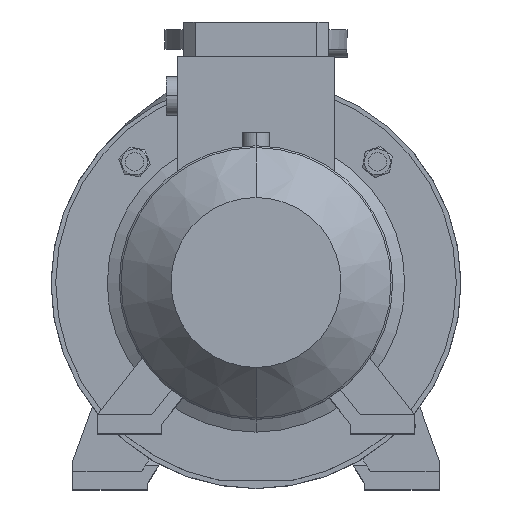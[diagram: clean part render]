
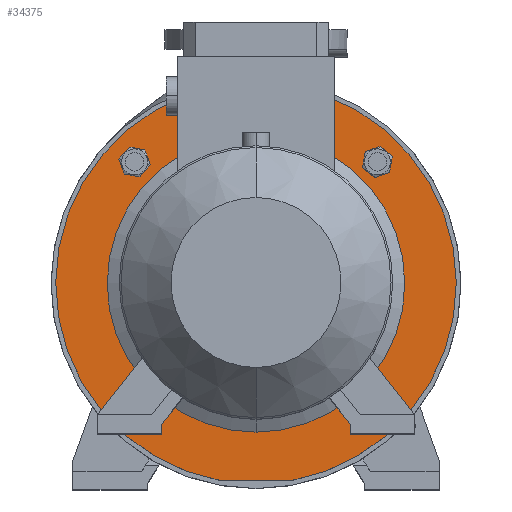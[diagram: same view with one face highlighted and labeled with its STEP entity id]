
A CAD part, top view. The second image highlights one B-rep face of the part: STEP entity #34375.
In plain terms, the highlighted planar face has unit normal (0, 0, 1).
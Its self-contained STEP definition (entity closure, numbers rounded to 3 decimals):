
#39 = DIRECTION ( 'NONE',  ( 0., 0., 1. ) ) ;
#73 = CARTESIAN_POINT ( 'NONE',  ( 106.066, 106.066, 231. ) ) ;
#1398 = ORIENTED_EDGE ( 'NONE', *, *, #50308, .T. ) ;
#1438 = DIRECTION ( 'NONE',  ( 0., -1., 0. ) ) ;
#3022 = ORIENTED_EDGE ( 'NONE', *, *, #23086, .F. ) ;
#3400 = ORIENTED_EDGE ( 'NONE', *, *, #7807, .T. ) ;
#4000 = DIRECTION ( 'NONE',  ( 0., 0., 1. ) ) ;
#4360 = DIRECTION ( 'NONE',  ( 0., 0., -1. ) ) ;
#5966 = EDGE_CURVE ( 'NONE', #56338, #35952, #59383, .T. ) ;
#6253 = DIRECTION ( 'NONE',  ( 0., 1., 0. ) ) ;
#7807 = EDGE_CURVE ( 'NONE', #59495, #63719, #36707, .T. ) ;
#8810 = AXIS2_PLACEMENT_3D ( 'NONE', #34743, #4360, #54639 ) ;
#8991 = ORIENTED_EDGE ( 'NONE', *, *, #39653, .F. ) ;
#9208 = CARTESIAN_POINT ( 'NONE',  ( 94.839, -104.086, 231. ) ) ;
#9552 = AXIS2_PLACEMENT_3D ( 'NONE', #49533, #38809, #13536 ) ;
#9638 = AXIS2_PLACEMENT_3D ( 'NONE', #62587, #11609, #6253 ) ;
#9995 = EDGE_CURVE ( 'NONE', #35952, #56338, #59975, .T. ) ;
#10237 = VERTEX_POINT ( 'NONE', #33267 ) ;
#10404 = EDGE_LOOP ( 'NONE', ( #8991, #41205 ) ) ;
#10839 = CARTESIAN_POINT ( 'NONE',  ( 104.086, 94.839, 231. ) ) ;
#11609 = DIRECTION ( 'NONE',  ( 0., 0., -1. ) ) ;
#12301 = ORIENTED_EDGE ( 'NONE', *, *, #36544, .F. ) ;
#12326 = DIRECTION ( 'NONE',  ( 0., 0., 1. ) ) ;
#12421 = ORIENTED_EDGE ( 'NONE', *, *, #34283, .F. ) ;
#13009 = FACE_BOUND ( 'NONE', #37285, .T. ) ;
#13536 = DIRECTION ( 'NONE',  ( 0., -1., 0. ) ) ;
#13792 = FACE_BOUND ( 'NONE', #10404, .T. ) ;
#13835 = AXIS2_PLACEMENT_3D ( 'NONE', #63760, #33540, #33101 ) ;
#14458 = DIRECTION ( 'NONE',  ( 0., 0., -1. ) ) ;
#14792 = CARTESIAN_POINT ( 'NONE',  ( 106.066, -106.066, 231. ) ) ;
#15171 = DIRECTION ( 'NONE',  ( 0., -1., 0. ) ) ;
#17245 = CARTESIAN_POINT ( 'NONE',  ( -104.086, -94.839, 231. ) ) ;
#19255 = EDGE_CURVE ( 'NONE', #64308, #25500, #66178, .T. ) ;
#19842 = CARTESIAN_POINT ( 'NONE',  ( 0., 175., 231. ) ) ;
#20042 = CARTESIAN_POINT ( 'NONE',  ( -175., -172., 231. ) ) ;
#21425 = CARTESIAN_POINT ( 'NONE',  ( -106.066, -106.066, 231. ) ) ;
#21657 = DIRECTION ( 'NONE',  ( 0., -1., 0. ) ) ;
#21874 = CARTESIAN_POINT ( 'NONE',  ( -108.046, -117.293, 231. ) ) ;
#22694 = AXIS2_PLACEMENT_3D ( 'NONE', #73, #56334, #15171 ) ;
#22979 = CARTESIAN_POINT ( 'NONE',  ( 117.293, -108.046, 231. ) ) ;
#23086 = EDGE_CURVE ( 'NONE', #26688, #40186, #49983, .T. ) ;
#24200 = FACE_BOUND ( 'NONE', #65226, .T. ) ;
#24554 = DIRECTION ( 'NONE',  ( 0., 1., 0. ) ) ;
#25410 = CARTESIAN_POINT ( 'NONE',  ( 0., 0., 231. ) ) ;
#25500 = VERTEX_POINT ( 'NONE', #19842 ) ;
#26688 = VERTEX_POINT ( 'NONE', #22979 ) ;
#26731 = AXIS2_PLACEMENT_3D ( 'NONE', #35235, #14458, #24554 ) ;
#28149 = EDGE_LOOP ( 'NONE', ( #12301, #43086 ) ) ;
#28306 = ORIENTED_EDGE ( 'NONE', *, *, #9995, .F. ) ;
#28820 = VERTEX_POINT ( 'NONE', #21874 ) ;
#30165 = DIRECTION ( 'NONE',  ( 0., -1., 0. ) ) ;
#31279 = AXIS2_PLACEMENT_3D ( 'NONE', #53267, #32695, #32269 ) ;
#32269 = DIRECTION ( 'NONE',  ( 0., -1., 0. ) ) ;
#32695 = DIRECTION ( 'NONE',  ( 0., 0., 1. ) ) ;
#33101 = DIRECTION ( 'NONE',  ( 0., -1., 0. ) ) ;
#33267 = CARTESIAN_POINT ( 'NONE',  ( -94.839, 104.086, 231. ) ) ;
#33540 = DIRECTION ( 'NONE',  ( 0., 0., 1. ) ) ;
#33673 = CIRCLE ( 'NONE', #31279, 11.4 ) ;
#34283 = EDGE_CURVE ( 'NONE', #40186, #26688, #57886, .T. ) ;
#34375 = ADVANCED_FACE ( 'NONE', ( #24200, #52217, #13792, #53804, #51372, #13009 ), #64202, .T. ) ;
#34586 = CIRCLE ( 'NONE', #36146, 11.4 ) ;
#34675 = EDGE_CURVE ( 'NONE', #28820, #39053, #34586, .T. ) ;
#34730 = DIRECTION ( 'NONE',  ( 0., 0., 1. ) ) ;
#34743 = CARTESIAN_POINT ( 'NONE',  ( 0., 0., 231. ) ) ;
#34806 = DIRECTION ( 'NONE',  ( 0., -1., 0. ) ) ;
#35190 = CIRCLE ( 'NONE', #8810, 175. ) ;
#35235 = CARTESIAN_POINT ( 'NONE',  ( 0., 0., 231. ) ) ;
#35779 = ORIENTED_EDGE ( 'NONE', *, *, #62164, .T. ) ;
#35952 = VERTEX_POINT ( 'NONE', #39140 ) ;
#36146 = AXIS2_PLACEMENT_3D ( 'NONE', #61475, #39, #30165 ) ;
#36544 = EDGE_CURVE ( 'NONE', #10237, #60446, #54711, .T. ) ;
#36707 = CIRCLE ( 'NONE', #9638, 130. ) ;
#37285 = EDGE_LOOP ( 'NONE', ( #3400, #1398 ) ) ;
#37323 = EDGE_CURVE ( 'NONE', #60446, #10237, #33673, .T. ) ;
#37614 = CARTESIAN_POINT ( 'NONE',  ( 106.066, -106.066, 231. ) ) ;
#37920 = CARTESIAN_POINT ( 'NONE',  ( 0., -130., 231. ) ) ;
#38296 = VECTOR ( 'NONE', #66402, 1000. ) ;
#38809 = DIRECTION ( 'NONE',  ( 0., 0., 1. ) ) ;
#38902 = ORIENTED_EDGE ( 'NONE', *, *, #5966, .F. ) ;
#39053 = VERTEX_POINT ( 'NONE', #17245 ) ;
#39140 = CARTESIAN_POINT ( 'NONE',  ( 108.046, 117.293, 231. ) ) ;
#39653 = EDGE_CURVE ( 'NONE', #39053, #28820, #43861, .T. ) ;
#39972 = DIRECTION ( 'NONE',  ( 0., 1., 0. ) ) ;
#40186 = VERTEX_POINT ( 'NONE', #9208 ) ;
#40329 = DIRECTION ( 'NONE',  ( 0., -1., 0. ) ) ;
#40605 = AXIS2_PLACEMENT_3D ( 'NONE', #14792, #34730, #40329 ) ;
#40636 = DIRECTION ( 'NONE',  ( 0., 0., -1. ) ) ;
#41205 = ORIENTED_EDGE ( 'NONE', *, *, #34675, .F. ) ;
#42217 = CARTESIAN_POINT ( 'NONE',  ( 32.265, -172., 231. ) ) ;
#43086 = ORIENTED_EDGE ( 'NONE', *, *, #37323, .F. ) ;
#43861 = CIRCLE ( 'NONE', #57202, 11.4 ) ;
#49244 = EDGE_CURVE ( 'NONE', #25500, #50465, #35190, .T. ) ;
#49533 = CARTESIAN_POINT ( 'NONE',  ( 106.066, 106.066, 231. ) ) ;
#49534 = ORIENTED_EDGE ( 'NONE', *, *, #19255, .F. ) ;
#49592 = AXIS2_PLACEMENT_3D ( 'NONE', #59641, #4000, #34806 ) ;
#49883 = CARTESIAN_POINT ( 'NONE',  ( -117.293, 108.046, 231. ) ) ;
#49983 = CIRCLE ( 'NONE', #40605, 11.4 ) ;
#50090 = ORIENTED_EDGE ( 'NONE', *, *, #49244, .F. ) ;
#50249 = AXIS2_PLACEMENT_3D ( 'NONE', #37614, #12326, #1438 ) ;
#50308 = EDGE_CURVE ( 'NONE', #63719, #59495, #60331, .T. ) ;
#50465 = VERTEX_POINT ( 'NONE', #42217 ) ;
#51372 = FACE_OUTER_BOUND ( 'NONE', #60043, .T. ) ;
#51607 = EDGE_LOOP ( 'NONE', ( #38902, #28306 ) ) ;
#52217 = FACE_BOUND ( 'NONE', #28149, .T. ) ;
#52289 = DIRECTION ( 'NONE',  ( 0., 0., 1. ) ) ;
#53267 = CARTESIAN_POINT ( 'NONE',  ( -106.066, 106.066, 231. ) ) ;
#53804 = FACE_BOUND ( 'NONE', #51607, .T. ) ;
#54639 = DIRECTION ( 'NONE',  ( 0., 1., 0. ) ) ;
#54711 = CIRCLE ( 'NONE', #49592, 11.4 ) ;
#56334 = DIRECTION ( 'NONE',  ( 0., 0., 1. ) ) ;
#56338 = VERTEX_POINT ( 'NONE', #10839 ) ;
#57202 = AXIS2_PLACEMENT_3D ( 'NONE', #21425, #52289, #21657 ) ;
#57886 = CIRCLE ( 'NONE', #50249, 11.4 ) ;
#59383 = CIRCLE ( 'NONE', #9552, 11.4 ) ;
#59495 = VERTEX_POINT ( 'NONE', #65301 ) ;
#59641 = CARTESIAN_POINT ( 'NONE',  ( -106.066, 106.066, 231. ) ) ;
#59975 = CIRCLE ( 'NONE', #22694, 11.4 ) ;
#60043 = EDGE_LOOP ( 'NONE', ( #35779, #50090, #49534 ) ) ;
#60331 = CIRCLE ( 'NONE', #64665, 130. ) ;
#60446 = VERTEX_POINT ( 'NONE', #49883 ) ;
#61475 = CARTESIAN_POINT ( 'NONE',  ( -106.066, -106.066, 231. ) ) ;
#62164 = EDGE_CURVE ( 'NONE', #64308, #50465, #66330, .T. ) ;
#62587 = CARTESIAN_POINT ( 'NONE',  ( 0., 0., 231. ) ) ;
#63719 = VERTEX_POINT ( 'NONE', #37920 ) ;
#63760 = CARTESIAN_POINT ( 'NONE',  ( 0., 175., 231. ) ) ;
#64202 = PLANE ( 'NONE',  #13835 ) ;
#64308 = VERTEX_POINT ( 'NONE', #65354 ) ;
#64665 = AXIS2_PLACEMENT_3D ( 'NONE', #25410, #40636, #39972 ) ;
#65226 = EDGE_LOOP ( 'NONE', ( #12421, #3022 ) ) ;
#65301 = CARTESIAN_POINT ( 'NONE',  ( 0., 130., 231. ) ) ;
#65354 = CARTESIAN_POINT ( 'NONE',  ( -32.265, -172., 231. ) ) ;
#66178 = CIRCLE ( 'NONE', #26731, 175. ) ;
#66330 = LINE ( 'NONE', #20042, #38296 ) ;
#66402 = DIRECTION ( 'NONE',  ( 1., 0., 0. ) ) ;
